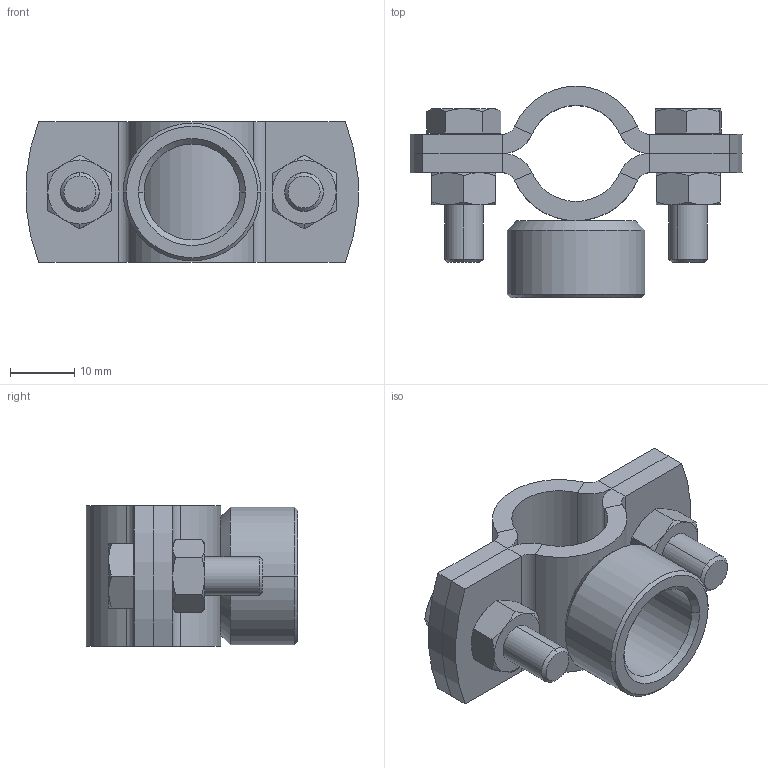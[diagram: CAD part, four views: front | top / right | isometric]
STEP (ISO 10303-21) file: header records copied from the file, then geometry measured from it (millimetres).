
FILE_DESCRIPTION (( 'STEP AP203' ), '1' );
FILE_NAME ('51.830.STEP', '2019-11-21T16:00:07', ( '' ), ( '' ), 'SwSTEP 2.0', 'SolidWorks 2019', '' );
FILE_SCHEMA (( 'CONFIG_CONTROL_DESIGN' ));
Length unit declared in the file: millimetre
Products named in the file (6): 1000003483; 1000003485; 51.830; 1000003366_01 - Gr. 15-16 - H-17109.001; 1000003264; 1000003381_01 - Gr. 15-16 - H-17111.601
Assembly tree (8 placements, depth 3):
  51.830
    1000003381_01 - Gr. 15-16 - H-17111.601
      1000003366_01 - Gr. 15-16 - H-17109.001
      1000003264
    1000003366_01 - Gr. 15-16 - H-17109.001
    1000003483  x2
    1000003485  x2
Bounding box: 51.83 x 33 x 22 mm (x, y, z)
Volume: 11623.5 mm3; surface area: 9576.2 mm2
Topology: 7 solids, 7 shells, 178 faces, 376 edges, 214 vertices
Faces by surface type: plane 76, cone 62, cylinder 40
Entity records: 3353 total; most frequent: CARTESIAN_POINT 585, DIRECTION 465, ORIENTED_EDGE 404, EDGE_CURVE 202, AXIS2_PLACEMENT_3D 191, VERTEX_POINT 115, EDGE_LOOP 105, ADVANCED_FACE 96
